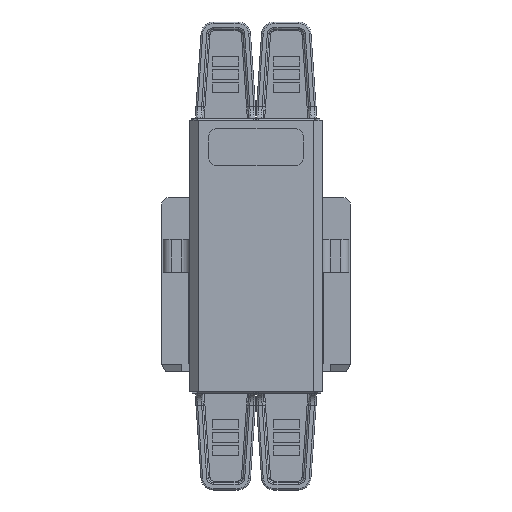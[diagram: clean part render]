
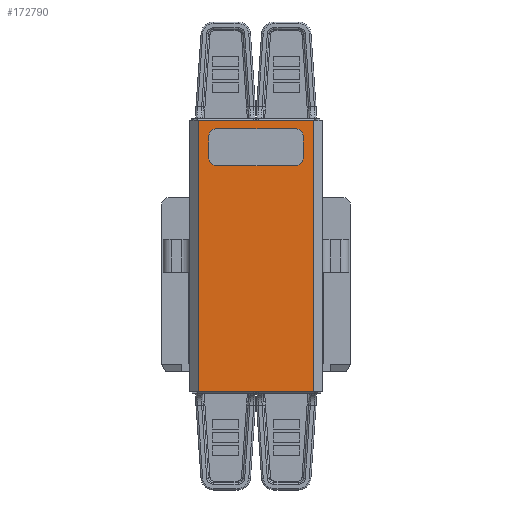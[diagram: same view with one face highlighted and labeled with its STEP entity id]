
A CAD part, top view. The second image highlights one B-rep face of the part: STEP entity #172790.
In plain terms, the highlighted face is planar.
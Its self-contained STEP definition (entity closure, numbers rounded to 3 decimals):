
#96350=CARTESIAN_POINT('',(-7.025,16.45,-13.));
#96360=VERTEX_POINT('',#96350);
#96390=CARTESIAN_POINT('',(-7.025,16.45,-13.));
#96400=DIRECTION('',(1.,0.,0.));
#96410=VECTOR('',#96400,1.);
#96420=LINE('',#96390,#96410);
#96430=CARTESIAN_POINT('',(7.025,16.45,-13.));
#96440=VERTEX_POINT('',#96430);
#96450=EDGE_CURVE('',#96360,#96440,#96420,.T.);
#135340=CARTESIAN_POINT('',(7.025,-16.45,-13.));
#135350=VERTEX_POINT('',#135340);
#135380=CARTESIAN_POINT('',(-7.025,-16.45,-13.));
#135390=DIRECTION('',(1.,0.,0.));
#135400=VECTOR('',#135390,1.);
#135410=LINE('',#135380,#135400);
#135420=CARTESIAN_POINT('',(-7.025,-16.45,-13.));
#135430=VERTEX_POINT('',#135420);
#135440=EDGE_CURVE('',#135430,#135350,#135410,.T.);
#171750=CARTESIAN_POINT('',(7.025,16.45,-13.));
#171760=DIRECTION('',(0.,-1.,0.));
#171770=VECTOR('',#171760,1.);
#171780=LINE('',#171750,#171770);
#171790=EDGE_CURVE('',#96440,#135350,#171780,.T.);
#171930=CARTESIAN_POINT('',(-7.025,16.45,-13.));
#171940=DIRECTION('',(0.,0.,1.));
#171950=DIRECTION('',(-1.,0.,0.));
#171960=AXIS2_PLACEMENT_3D('',#171930,#171940,#171950);
#171970=PLANE('',#171960);
#171980=CARTESIAN_POINT('',(5.75,16.45,-13.));
#171990=DIRECTION('',(0.,-1.,0.));
#172000=VECTOR('',#171990,1.);
#172010=LINE('',#171980,#172000);
#172020=CARTESIAN_POINT('',(5.75,-11.95,-13.));
#172030=VERTEX_POINT('',#172020);
#172040=CARTESIAN_POINT('',(5.75,-14.45,-13.));
#172050=VERTEX_POINT('',#172040);
#172060=EDGE_CURVE('',#172030,#172050,#172010,.T.);
#172070=ORIENTED_EDGE('',*,*,#172060,.F.);
#172080=CARTESIAN_POINT('',(4.75,-14.45,-13.));
#172090=DIRECTION('',(0.,0.,1.));
#172100=DIRECTION('',(-1.,0.,0.));
#172110=AXIS2_PLACEMENT_3D('',#172080,#172090,#172100);
#172120=CIRCLE('',#172110,1.);
#172130=CARTESIAN_POINT('',(4.75,-15.45,-13.));
#172140=VERTEX_POINT('',#172130);
#172150=EDGE_CURVE('',#172140,#172050,#172120,.T.);
#172160=ORIENTED_EDGE('',*,*,#172150,.T.);
#172170=CARTESIAN_POINT('',(0.,-15.45,-13.));
#172180=DIRECTION('',(-1.,0.,0.));
#172190=VECTOR('',#172180,1.);
#172200=LINE('',#172170,#172190);
#172210=CARTESIAN_POINT('',(-4.75,-15.45,-13.));
#172220=VERTEX_POINT('',#172210);
#172230=EDGE_CURVE('',#172140,#172220,#172200,.T.);
#172240=ORIENTED_EDGE('',*,*,#172230,.F.);
#172250=CARTESIAN_POINT('',(-4.75,-14.45,-13.));
#172260=DIRECTION('',(0.,0.,1.));
#172270=DIRECTION('',(-1.,0.,0.));
#172280=AXIS2_PLACEMENT_3D('',#172250,#172260,#172270);
#172290=CIRCLE('',#172280,1.);
#172300=CARTESIAN_POINT('',(-5.75,-14.45,-13.));
#172310=VERTEX_POINT('',#172300);
#172320=EDGE_CURVE('',#172310,#172220,#172290,.T.);
#172330=ORIENTED_EDGE('',*,*,#172320,.T.);
#172340=CARTESIAN_POINT('',(-5.75,16.45,-13.));
#172350=DIRECTION('',(0.,1.,0.));
#172360=VECTOR('',#172350,1.);
#172370=LINE('',#172340,#172360);
#172380=CARTESIAN_POINT('',(-5.75,-11.95,-13.));
#172390=VERTEX_POINT('',#172380);
#172400=EDGE_CURVE('',#172310,#172390,#172370,.T.);
#172410=ORIENTED_EDGE('',*,*,#172400,.F.);
#172420=CARTESIAN_POINT('',(-4.75,-11.95,-13.));
#172430=DIRECTION('',(0.,0.,1.));
#172440=DIRECTION('',(-1.,0.,0.));
#172450=AXIS2_PLACEMENT_3D('',#172420,#172430,#172440);
#172460=CIRCLE('',#172450,1.);
#172470=CARTESIAN_POINT('',(-4.75,-10.95,-13.));
#172480=VERTEX_POINT('',#172470);
#172490=EDGE_CURVE('',#172480,#172390,#172460,.T.);
#172500=ORIENTED_EDGE('',*,*,#172490,.T.);
#172510=CARTESIAN_POINT('',(0.,-10.95,-13.));
#172520=DIRECTION('',(1.,0.,0.));
#172530=VECTOR('',#172520,1.);
#172540=LINE('',#172510,#172530);
#172550=CARTESIAN_POINT('',(4.75,-10.95,-13.));
#172560=VERTEX_POINT('',#172550);
#172570=EDGE_CURVE('',#172480,#172560,#172540,.T.);
#172580=ORIENTED_EDGE('',*,*,#172570,.F.);
#172590=CARTESIAN_POINT('',(4.75,-11.95,-13.));
#172600=DIRECTION('',(0.,0.,1.));
#172610=DIRECTION('',(-1.,0.,0.));
#172620=AXIS2_PLACEMENT_3D('',#172590,#172600,#172610);
#172630=CIRCLE('',#172620,1.);
#172640=EDGE_CURVE('',#172030,#172560,#172630,.T.);
#172650=ORIENTED_EDGE('',*,*,#172640,.T.);
#172660=EDGE_LOOP('',(#172650,#172580,#172500,#172410,#172330,#172240,
#172160,#172070));
#172670=FACE_BOUND('',#172660,.T.);
#172680=ORIENTED_EDGE('',*,*,#96450,.T.);
#172690=CARTESIAN_POINT('',(-7.025,16.45,-13.));
#172700=DIRECTION('',(0.,-1.,0.));
#172710=VECTOR('',#172700,1.);
#172720=LINE('',#172690,#172710);
#172730=EDGE_CURVE('',#96360,#135430,#172720,.T.);
#172740=ORIENTED_EDGE('',*,*,#172730,.F.);
#172750=ORIENTED_EDGE('',*,*,#135440,.F.);
#172760=ORIENTED_EDGE('',*,*,#171790,.T.);
#172770=EDGE_LOOP('',(#172760,#172750,#172740,#172680));
#172780=FACE_OUTER_BOUND('',#172770,.T.);
#172790=ADVANCED_FACE('',(#172670,#172780),#171970,.F.);
